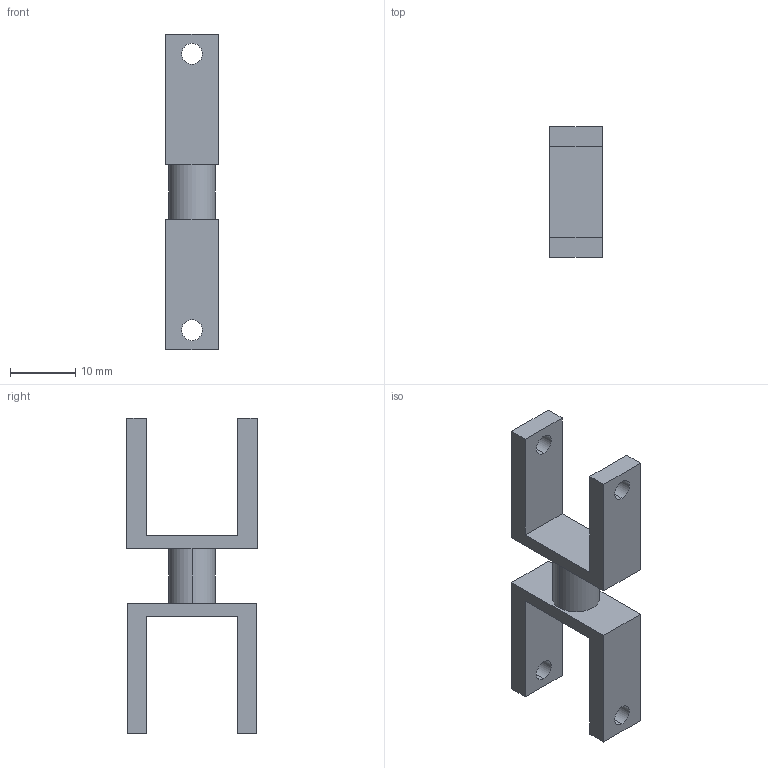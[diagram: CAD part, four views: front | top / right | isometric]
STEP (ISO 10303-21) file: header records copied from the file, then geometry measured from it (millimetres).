
FILE_DESCRIPTION (( 'STEP AP214' ), '1' );
FILE_NAME ('壽誹-笢.S', '2023-11-02T01:45:25', ( '' ), ( '' ), 'SwSTEP 2.0', 'SolidWorks 2022', '' );
FILE_SCHEMA (( 'AUTOMOTIVE_DESIGN' ));
Length unit declared in the file: millimetre
Products named in the file (1): 关节-中
Bounding box: 8 x 20 x 48.4 mm (x, y, z)
Volume: 2397.3 mm3; surface area: 2805.9 mm2
Topology: 1 solids, 2 shells, 34 faces, 84 edges, 56 vertices
Faces by surface type: plane 22, cylinder 12
Entity records: 1060 total; most frequent: DIRECTION 178, CARTESIAN_POINT 175, ORIENTED_EDGE 168, EDGE_CURVE 84, LINE 60, VECTOR 60, AXIS2_PLACEMENT_3D 59, VERTEX_POINT 56
